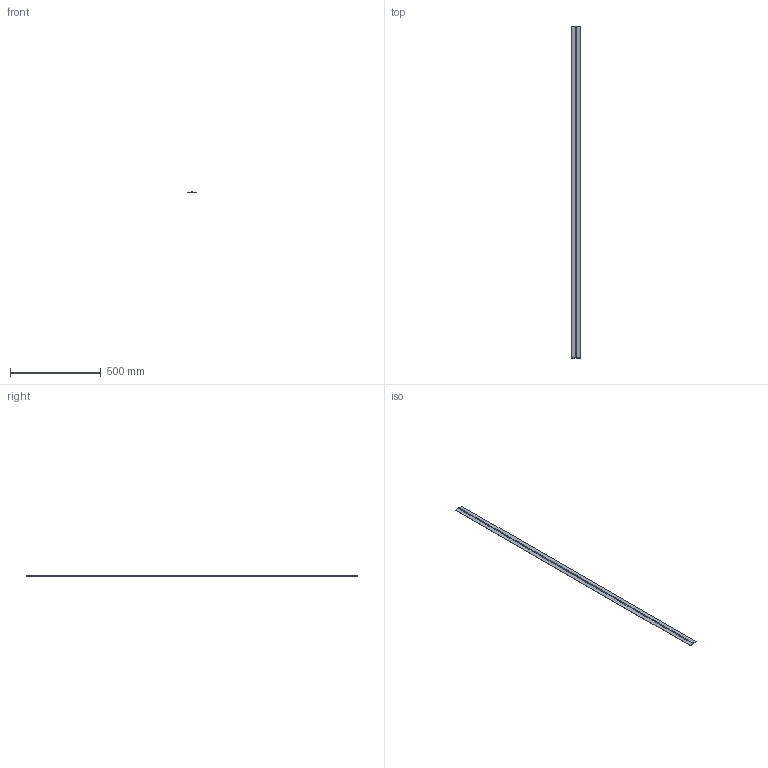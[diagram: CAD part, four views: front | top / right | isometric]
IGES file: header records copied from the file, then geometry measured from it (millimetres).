
Start section: SolidWorks IGES file using analytic representation for surfaces
Global section: file name: MS-35822-12A.IGS; native system: SolidWorks 2018; preprocessor: SolidWorks 2018; author: 1337yo; date: 210412.133324; units: millimetre
Bounding box: 50.8 x 1828.8 x 4.3 mm (x, y, z)
Surface area: 227873.4 mm2 (no closed solid volume)
Topology: 0 solids, 0 shells, 1204 faces, 23042 edges, 23042 vertices
Faces by surface type: revolution 747, bspline 457
